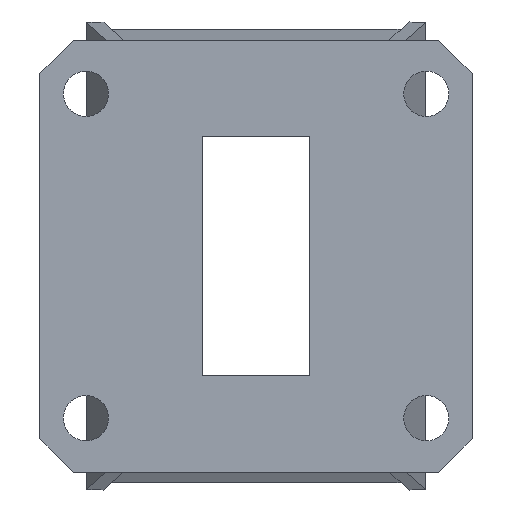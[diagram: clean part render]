
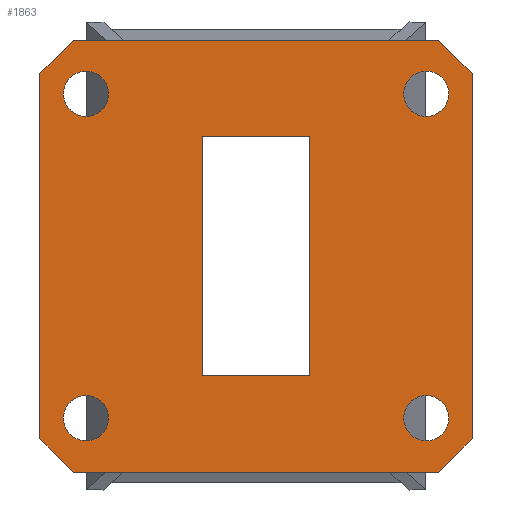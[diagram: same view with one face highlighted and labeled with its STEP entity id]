
A CAD part, left-side view. The second image highlights one B-rep face of the part: STEP entity #1863.
In plain terms, the highlighted planar face has unit normal (-1, 0, 0).
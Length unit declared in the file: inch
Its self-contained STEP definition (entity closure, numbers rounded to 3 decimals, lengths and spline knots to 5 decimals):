
#6 = CARTESIAN_POINT ( 'NONE',  ( 0., -0.2, 0.45 ) ) ;
#7 = VERTEX_POINT ( 'NONE', #472 ) ;
#26 = FACE_BOUND ( 'NONE', #1318, .T. ) ;
#49 = EDGE_CURVE ( 'NONE', #1021, #1021, #1078, .T. ) ;
#52 = DIRECTION ( 'NONE',  ( 0., 0., -1. ) ) ;
#56 = VECTOR ( 'NONE', #156, 39.37008 ) ;
#59 = FACE_BOUND ( 'NONE', #948, .T. ) ;
#60 = VERTEX_POINT ( 'NONE', #131 ) ;
#68 = CARTESIAN_POINT ( 'NONE',  ( 0., -0.2, -0.45 ) ) ;
#97 = DIRECTION ( 'NONE',  ( 1., 0., 0. ) ) ;
#115 = LINE ( 'NONE', #1800, #56 ) ;
#118 = AXIS2_PLACEMENT_3D ( 'NONE', #479, #342, #1259 ) ;
#122 = LINE ( 'NONE', #1262, #1027 ) ;
#131 = CARTESIAN_POINT ( 'NONE',  ( 0., 0.688, -0.813 ) ) ;
#156 = DIRECTION ( 'NONE',  ( 0., -0.707, 0.707 ) ) ;
#157 = ORIENTED_EDGE ( 'NONE', *, *, #380, .T. ) ;
#159 = EDGE_CURVE ( 'NONE', #1603, #1603, #1243, .T. ) ;
#165 = EDGE_LOOP ( 'NONE', ( #1448 ) ) ;
#175 = FACE_BOUND ( 'NONE', #2333, .T. ) ;
#181 = CARTESIAN_POINT ( 'NONE',  ( 0., -0.812, -0.688 ) ) ;
#183 = EDGE_CURVE ( 'NONE', #2108, #2108, #706, .T. ) ;
#207 = DIRECTION ( 'NONE',  ( 0., 0., 1. ) ) ;
#217 = ORIENTED_EDGE ( 'NONE', *, *, #874, .F. ) ;
#223 = VECTOR ( 'NONE', #207, 39.37008 ) ;
#262 = CARTESIAN_POINT ( 'NONE',  ( 0., 0.813, 0.687 ) ) ;
#286 = EDGE_CURVE ( 'NONE', #1965, #1489, #1276, .T. ) ;
#309 = CARTESIAN_POINT ( 'NONE',  ( 0., 0.64, -0.61 ) ) ;
#342 = DIRECTION ( 'NONE',  ( 1., 0., 0. ) ) ;
#363 = CARTESIAN_POINT ( 'NONE',  ( 0., -0.687, 0.812 ) ) ;
#380 = EDGE_CURVE ( 'NONE', #7, #489, #2159, .T. ) ;
#423 = EDGE_CURVE ( 'NONE', #1810, #60, #122, .T. ) ;
#472 = CARTESIAN_POINT ( 'NONE',  ( 0., -0.2, 0.45 ) ) ;
#476 = VECTOR ( 'NONE', #1139, 39.37008 ) ;
#479 = CARTESIAN_POINT ( 'NONE',  ( 0., 0.64, 0.61 ) ) ;
#489 = VERTEX_POINT ( 'NONE', #68 ) ;
#527 = CARTESIAN_POINT ( 'NONE',  ( 0., -0.687, 0.812 ) ) ;
#529 = LINE ( 'NONE', #527, #1607 ) ;
#536 = CARTESIAN_POINT ( 'NONE',  ( 0., -0.812, 0.687 ) ) ;
#564 = DIRECTION ( 'NONE',  ( 0., 0.707, 0.707 ) ) ;
#578 = LINE ( 'NONE', #1861, #476 ) ;
#579 = CARTESIAN_POINT ( 'NONE',  ( 0., -0.687, -0.813 ) ) ;
#651 = CARTESIAN_POINT ( 'NONE',  ( 0., 0.813, 0.687 ) ) ;
#657 = DIRECTION ( 'NONE',  ( 0., 0., -1. ) ) ;
#684 = EDGE_CURVE ( 'NONE', #2219, #1266, #1700, .T. ) ;
#697 = CARTESIAN_POINT ( 'NONE',  ( 0., 0.64, -0.695 ) ) ;
#706 = CIRCLE ( 'NONE', #118, 0.085 ) ;
#724 = DIRECTION ( 'NONE',  ( 0., 1., 0. ) ) ;
#756 = AXIS2_PLACEMENT_3D ( 'NONE', #309, #1221, #1569 ) ;
#757 = ORIENTED_EDGE ( 'NONE', *, *, #423, .F. ) ;
#785 = DIRECTION ( 'NONE',  ( 0., 0., 1. ) ) ;
#848 = ORIENTED_EDGE ( 'NONE', *, *, #1717, .F. ) ;
#874 = EDGE_CURVE ( 'NONE', #1266, #1810, #2200, .T. ) ;
#879 = LINE ( 'NONE', #1174, #1108 ) ;
#892 = DIRECTION ( 'NONE',  ( 0., 0., 1. ) ) ;
#924 = EDGE_LOOP ( 'NONE', ( #1362 ) ) ;
#943 = CARTESIAN_POINT ( 'NONE',  ( 0., -0.64, -0.61 ) ) ;
#945 = EDGE_CURVE ( 'NONE', #1799, #1799, #2215, .T. ) ;
#948 = EDGE_LOOP ( 'NONE', ( #1038 ) ) ;
#970 = CARTESIAN_POINT ( 'NONE',  ( 0., 0.813, -0.688 ) ) ;
#971 = CARTESIAN_POINT ( 'NONE',  ( 0., 0.688, 0.812 ) ) ;
#989 = VERTEX_POINT ( 'NONE', #971 ) ;
#995 = EDGE_CURVE ( 'NONE', #1940, #2275, #2276, .T. ) ;
#1012 = VECTOR ( 'NONE', #1268, 39.37008 ) ;
#1021 = VERTEX_POINT ( 'NONE', #697 ) ;
#1027 = VECTOR ( 'NONE', #724, 39.37008 ) ;
#1038 = ORIENTED_EDGE ( 'NONE', *, *, #945, .T. ) ;
#1043 = CARTESIAN_POINT ( 'NONE',  ( 0., -0.64, 0.525 ) ) ;
#1057 = VECTOR ( 'NONE', #564, 39.37008 ) ;
#1078 = CIRCLE ( 'NONE', #756, 0.085 ) ;
#1083 = FACE_BOUND ( 'NONE', #165, .T. ) ;
#1096 = DIRECTION ( 'NONE',  ( 0., 0.707, -0.707 ) ) ;
#1108 = VECTOR ( 'NONE', #1543, 39.37008 ) ;
#1139 = DIRECTION ( 'NONE',  ( 0., -1., 0. ) ) ;
#1165 = EDGE_CURVE ( 'NONE', #1864, #2219, #529, .T. ) ;
#1174 = CARTESIAN_POINT ( 'NONE',  ( 0., -0.2, -0.45 ) ) ;
#1221 = DIRECTION ( 'NONE',  ( 1., 0., 0. ) ) ;
#1225 = CARTESIAN_POINT ( 'NONE',  ( 0., -0.64, -0.695 ) ) ;
#1243 = CIRCLE ( 'NONE', #1258, 0.085 ) ;
#1258 = AXIS2_PLACEMENT_3D ( 'NONE', #1744, #97, #657 ) ;
#1259 = DIRECTION ( 'NONE',  ( 0., 0., -1. ) ) ;
#1262 = CARTESIAN_POINT ( 'NONE',  ( 0., 0.688, -0.813 ) ) ;
#1263 = CARTESIAN_POINT ( 'NONE',  ( 0., 0.813, -0.688 ) ) ;
#1266 = VERTEX_POINT ( 'NONE', #181 ) ;
#1268 = DIRECTION ( 'NONE',  ( 0., 0., -1. ) ) ;
#1276 = LINE ( 'NONE', #1427, #223 ) ;
#1302 = ORIENTED_EDGE ( 'NONE', *, *, #183, .T. ) ;
#1318 = EDGE_LOOP ( 'NONE', ( #2220, #157, #1702, #1941 ) ) ;
#1360 = EDGE_CURVE ( 'NONE', #489, #1965, #879, .T. ) ;
#1362 = ORIENTED_EDGE ( 'NONE', *, *, #159, .T. ) ;
#1372 = CARTESIAN_POINT ( 'NONE',  ( 0., 0.2, -0.45 ) ) ;
#1427 = CARTESIAN_POINT ( 'NONE',  ( 0., 0.2, -0.45 ) ) ;
#1448 = ORIENTED_EDGE ( 'NONE', *, *, #49, .T. ) ;
#1489 = VERTEX_POINT ( 'NONE', #2093 ) ;
#1533 = VECTOR ( 'NONE', #785, 39.37008 ) ;
#1543 = DIRECTION ( 'NONE',  ( 0., 1., 0. ) ) ;
#1558 = CARTESIAN_POINT ( 'NONE',  ( 0., 0.2, 0.45 ) ) ;
#1569 = DIRECTION ( 'NONE',  ( 0., 0., -1. ) ) ;
#1603 = VERTEX_POINT ( 'NONE', #1043 ) ;
#1607 = VECTOR ( 'NONE', #2145, 39.37008 ) ;
#1626 = VECTOR ( 'NONE', #1096, 39.37008 ) ;
#1678 = VECTOR ( 'NONE', #2361, 39.37008 ) ;
#1700 = LINE ( 'NONE', #1812, #1012 ) ;
#1702 = ORIENTED_EDGE ( 'NONE', *, *, #1360, .T. ) ;
#1709 = AXIS2_PLACEMENT_3D ( 'NONE', #1982, #2346, #892 ) ;
#1717 = EDGE_CURVE ( 'NONE', #60, #1940, #2362, .T. ) ;
#1744 = CARTESIAN_POINT ( 'NONE',  ( 0., -0.64, 0.61 ) ) ;
#1765 = EDGE_CURVE ( 'NONE', #989, #1864, #578, .T. ) ;
#1799 = VERTEX_POINT ( 'NONE', #1225 ) ;
#1800 = CARTESIAN_POINT ( 'NONE',  ( 0., 0.688, 0.812 ) ) ;
#1805 = PLANE ( 'NONE',  #1709 ) ;
#1808 = AXIS2_PLACEMENT_3D ( 'NONE', #943, #2235, #52 ) ;
#1810 = VERTEX_POINT ( 'NONE', #579 ) ;
#1812 = CARTESIAN_POINT ( 'NONE',  ( 0., -0.812, 0.687 ) ) ;
#1861 = CARTESIAN_POINT ( 'NONE',  ( 0., -0.687, 0.812 ) ) ;
#1863 = ADVANCED_FACE ( 'NONE', ( #175, #1999, #2172, #59, #26, #1083 ), #1805, .T. ) ;
#1864 = VERTEX_POINT ( 'NONE', #363 ) ;
#1940 = VERTEX_POINT ( 'NONE', #970 ) ;
#1941 = ORIENTED_EDGE ( 'NONE', *, *, #286, .T. ) ;
#1958 = CARTESIAN_POINT ( 'NONE',  ( 0., 0.64, 0.525 ) ) ;
#1965 = VERTEX_POINT ( 'NONE', #1372 ) ;
#1982 = CARTESIAN_POINT ( 'NONE',  ( 0., 0., 0. ) ) ;
#1999 = FACE_BOUND ( 'NONE', #924, .T. ) ;
#2008 = CARTESIAN_POINT ( 'NONE',  ( 0., -0.687, -0.813 ) ) ;
#2032 = EDGE_CURVE ( 'NONE', #1489, #7, #2255, .T. ) ;
#2043 = ORIENTED_EDGE ( 'NONE', *, *, #995, .F. ) ;
#2091 = ORIENTED_EDGE ( 'NONE', *, *, #1765, .F. ) ;
#2093 = CARTESIAN_POINT ( 'NONE',  ( 0., 0.2, 0.45 ) ) ;
#2104 = VECTOR ( 'NONE', #2112, 39.37008 ) ;
#2108 = VERTEX_POINT ( 'NONE', #1958 ) ;
#2110 = ORIENTED_EDGE ( 'NONE', *, *, #2221, .F. ) ;
#2112 = DIRECTION ( 'NONE',  ( 0., -1., 0. ) ) ;
#2145 = DIRECTION ( 'NONE',  ( 0., -0.707, -0.707 ) ) ;
#2159 = LINE ( 'NONE', #6, #1678 ) ;
#2166 = ORIENTED_EDGE ( 'NONE', *, *, #684, .F. ) ;
#2172 = FACE_OUTER_BOUND ( 'NONE', #2249, .T. ) ;
#2200 = LINE ( 'NONE', #2008, #1626 ) ;
#2215 = CIRCLE ( 'NONE', #1808, 0.085 ) ;
#2219 = VERTEX_POINT ( 'NONE', #536 ) ;
#2220 = ORIENTED_EDGE ( 'NONE', *, *, #2032, .T. ) ;
#2221 = EDGE_CURVE ( 'NONE', #2275, #989, #115, .T. ) ;
#2235 = DIRECTION ( 'NONE',  ( 1., 0., 0. ) ) ;
#2249 = EDGE_LOOP ( 'NONE', ( #2091, #2110, #2043, #848, #757, #217, #2166, #2357 ) ) ;
#2255 = LINE ( 'NONE', #1558, #2104 ) ;
#2275 = VERTEX_POINT ( 'NONE', #651 ) ;
#2276 = LINE ( 'NONE', #262, #1533 ) ;
#2333 = EDGE_LOOP ( 'NONE', ( #1302 ) ) ;
#2346 = DIRECTION ( 'NONE',  ( -1., 0., 0. ) ) ;
#2357 = ORIENTED_EDGE ( 'NONE', *, *, #1165, .F. ) ;
#2361 = DIRECTION ( 'NONE',  ( 0., 0., -1. ) ) ;
#2362 = LINE ( 'NONE', #1263, #1057 ) ;
